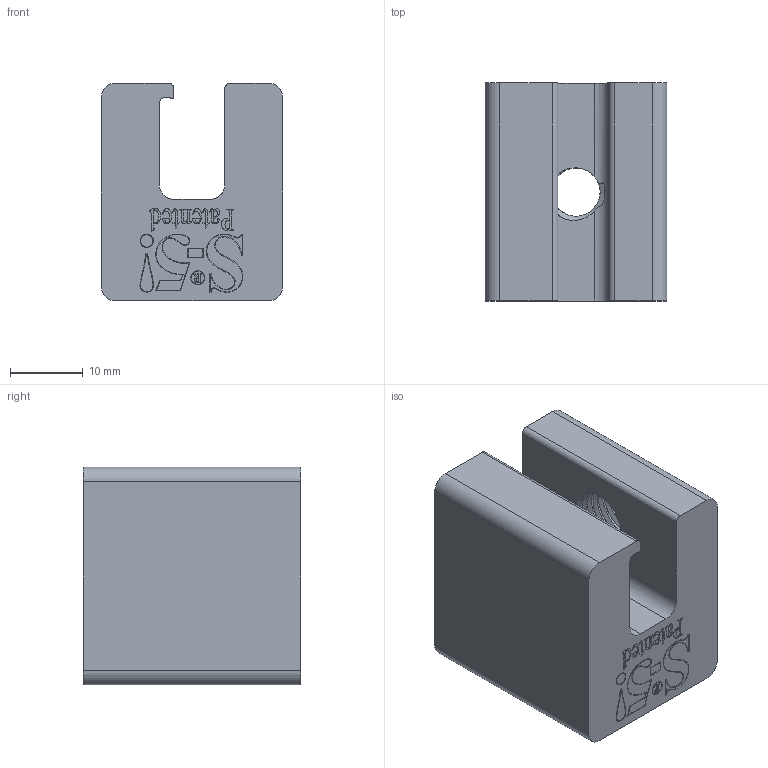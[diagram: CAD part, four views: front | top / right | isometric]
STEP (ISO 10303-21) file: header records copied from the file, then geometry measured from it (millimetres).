
FILE_DESCRIPTION (( 'STEP AP203' ), '1' );
FILE_NAME ('S-5-E Mini.STEP', '2016-12-15T16:58:26', ( '' ), ( '' ), 'SwSTEP 2.0', 'SolidWorks 2017', '' );
FILE_SCHEMA (( 'CONFIG_CONTROL_DESIGN' ));
Length unit declared in the file: inch
Products named in the file (1): S-5-E Mini
Bounding box: 24.99 x 30 x 30 mm (x, y, z)
Volume: 17055.7 mm3; surface area: 6031.3 mm2
Topology: 1 solids, 1 shells, 516 faces, 1418 edges, 942 vertices
Faces by surface type: plane 266, bspline 191, cylinder 53, cone 6
Entity records: 23665 total; most frequent: CARTESIAN_POINT 11965, ORIENTED_EDGE 2836, DIRECTION 1653, EDGE_CURVE 1418, VERTEX_POINT 942, VECTOR 911, LINE 911, EDGE_LOOP 558
